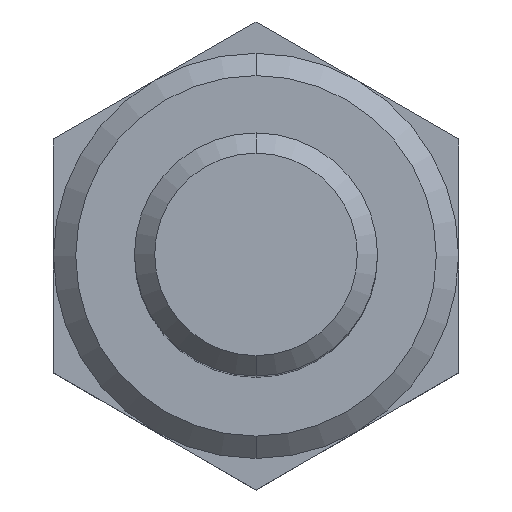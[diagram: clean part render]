
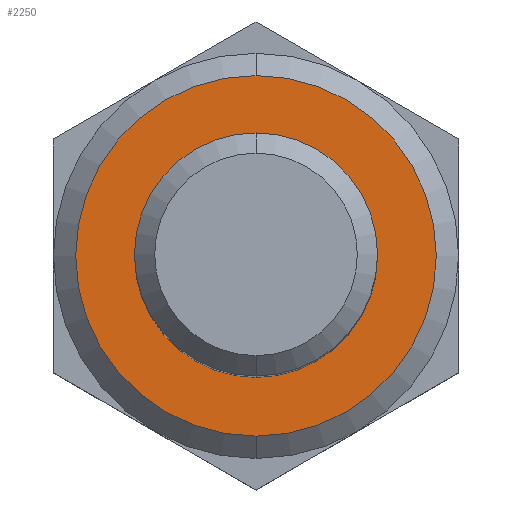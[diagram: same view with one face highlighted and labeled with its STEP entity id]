
A CAD part, top view. The second image highlights one B-rep face of the part: STEP entity #2250.
In plain terms, the highlighted planar face has unit normal (0, 0, 1).
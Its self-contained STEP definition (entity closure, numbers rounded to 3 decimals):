
#1670=CARTESIAN_POINT('',(0.,-3.,0.));
#1680=VERTEX_POINT('',#1670);
#1860=CARTESIAN_POINT('',(0.,3.,0.));
#1870=VERTEX_POINT('',#1860);
#1900=CARTESIAN_POINT('',(0.,0.,0.));
#1910=DIRECTION('',(0.,0.,1.));
#1920=DIRECTION('',(0.,1.,0.));
#1930=AXIS2_PLACEMENT_3D('',#1900,#1910,#1920);
#1940=CIRCLE('',#1930,3.);
#1950=EDGE_CURVE('',#1680,#1870,#1940,.T.);
#2000=CARTESIAN_POINT('',(0.,3.725,0.));
#2010=DIRECTION('',(-0.,0.,1.));
#2020=DIRECTION('',(0.,-1.,0.));
#2030=AXIS2_PLACEMENT_3D('',#2000,#2010,#2020);
#2040=PLANE('',#2030);
#2050=CARTESIAN_POINT('',(0.,0.,0.));
#2060=DIRECTION('',(0.,0.,1.));
#2070=DIRECTION('',(0.,1.,0.));
#2080=AXIS2_PLACEMENT_3D('',#2050,#2060,#2070);
#2090=CIRCLE('',#2080,4.45);
#2100=CARTESIAN_POINT('',(0.,4.45,0.));
#2110=VERTEX_POINT('',#2100);
#2120=CARTESIAN_POINT('',(0.,-4.45,
0.));
#2130=VERTEX_POINT('',#2120);
#2140=EDGE_CURVE('',#2110,#2130,#2090,.T.);
#2150=ORIENTED_EDGE('',*,*,#2140,.T.);
#2160=EDGE_CURVE('',#2130,#2110,#2090,.T.);
#2170=ORIENTED_EDGE('',*,*,#2160,.T.);
#2180=EDGE_LOOP('',(#2170,#2150));
#2190=FACE_OUTER_BOUND('',#2180,.T.);
#2200=EDGE_CURVE('',#1870,#1680,#1940,.T.);
#2210=ORIENTED_EDGE('',*,*,#2200,.F.);
#2220=ORIENTED_EDGE('',*,*,#1950,.F.);
#2230=EDGE_LOOP('',(#2220,#2210));
#2240=FACE_BOUND('',#2230,.T.);
#2250=ADVANCED_FACE('',(#2190,#2240),#2040,.T.);
